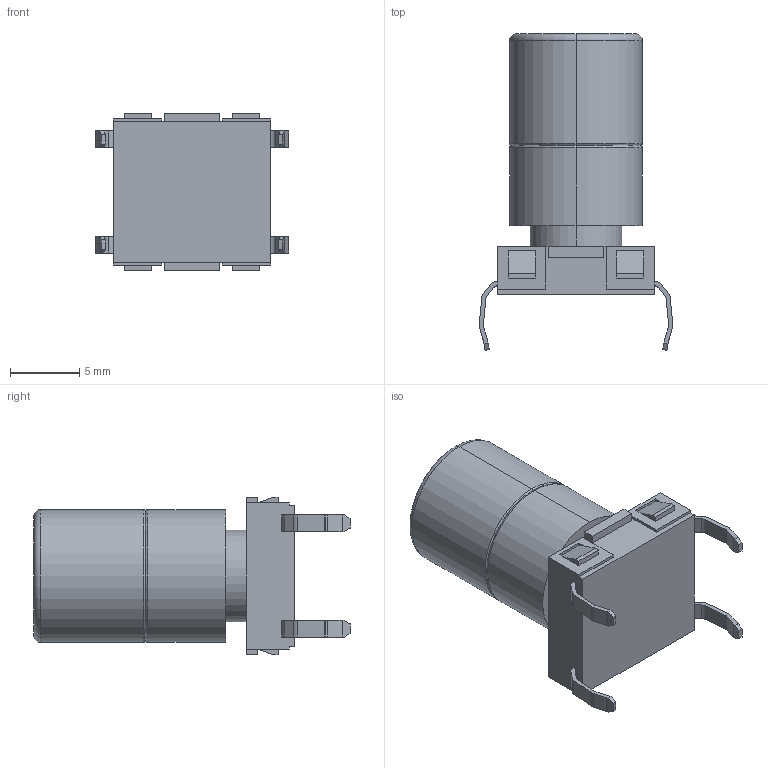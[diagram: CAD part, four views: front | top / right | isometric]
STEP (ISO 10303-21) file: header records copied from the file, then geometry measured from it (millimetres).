
FILE_DESCRIPTION (( 'STEP AP214' ), '1' );
FILE_NAME ('1241.162X.71.STEP', '2010-12-17T14:00:31', ( 'Schurter GmbH' ), ( 'Schurter GmbH' ), 'SwSTEP 2.0', 'SolidWorks 2009', '' );
FILE_SCHEMA (( 'AUTOMOTIVE_DESIGN' ));
Length unit declared in the file: millimetre
Products named in the file (1): 1241.162X.71
Bounding box: 14 x 22.85 x 11.4 mm (x, y, z)
Volume: 1481.4 mm3; surface area: 998.2 mm2
Topology: 1 solids, 1 shells, 160 faces, 428 edges, 280 vertices
Faces by surface type: plane 116, cylinder 38, torus 6
Entity records: 4984 total; most frequent: CARTESIAN_POINT 869, ORIENTED_EDGE 856, DIRECTION 836, EDGE_CURVE 428, VECTOR 342, LINE 342, VERTEX_POINT 280, AXIS2_PLACEMENT_3D 247
